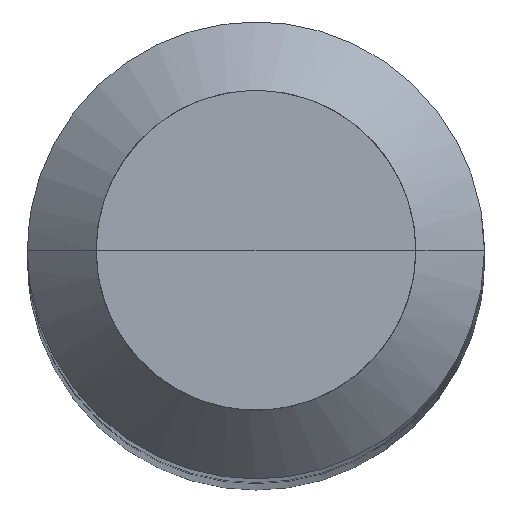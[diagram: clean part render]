
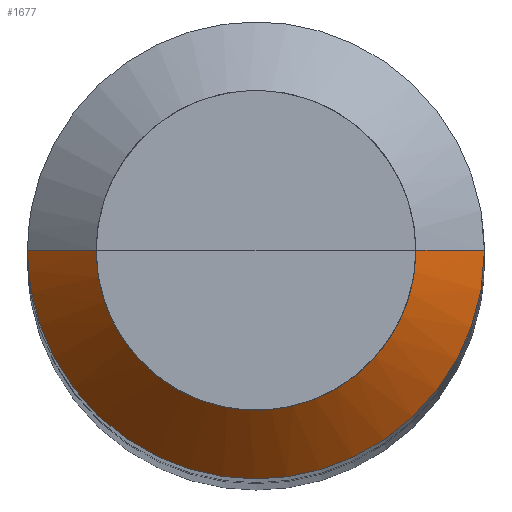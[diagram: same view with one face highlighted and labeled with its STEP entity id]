
A CAD part, top view. The second image highlights one B-rep face of the part: STEP entity #1677.
In plain terms, the highlighted free-form (B-spline) face has degree [1, 2] with [2, 5] control points.
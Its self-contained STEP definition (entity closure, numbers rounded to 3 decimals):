
#1377=CARTESIAN_POINT('',(4.0,0.0,34.8));
#1381=CARTESIAN_POINT('',(-4.0,0.0,34.8));
#1382=CARTESIAN_POINT('',(2.8,0.0,36.0));
#1386=CARTESIAN_POINT('',(-2.8,0.0,36.0));
#1391=CARTESIAN_POINT('',(-4.0,-4.0,34.8));
#1392=CARTESIAN_POINT('',(0.0,-4.0,34.8));
#1393=CARTESIAN_POINT('',(4.0,-4.0,34.8));
#1394=CARTESIAN_POINT('',(-2.8,-2.8,36.0));
#1395=CARTESIAN_POINT('',(0.0,-2.8,36.0));
#1396=CARTESIAN_POINT('',(2.8,-2.8,36.0));
#1658=(
BOUNDED_SURFACE()
B_SPLINE_SURFACE(1,2,(
(#1381,#1391,#1392,#1393,#1377),
(#1386,#1394,#1395,#1396,#1382)
), .UNSPECIFIED.,.F.,.F.,.F.)
B_SPLINE_SURFACE_WITH_KNOTS((2,2),(3,2,3),(
0.0,1.0),(
0.0,0.5,1.0), .UNSPECIFIED.)
GEOMETRIC_REPRESENTATION_ITEM()
RATIONAL_B_SPLINE_SURFACE(((1.0,0.707,1.0,0.707,1.0),
(1.0,0.707,1.0,0.707,1.0)
))
REPRESENTATION_ITEM('')
SURFACE()
);
#1659=(
BOUNDED_CURVE()
B_SPLINE_CURVE(2,(#1386,#1394,#1395,#1396,#1382),.UNSPECIFIED.,.F.,.F.)
B_SPLINE_CURVE_WITH_KNOTS((3,2,3),
(0.0,0.5,1.0),.UNSPECIFIED.)
CURVE()
GEOMETRIC_REPRESENTATION_ITEM()
RATIONAL_B_SPLINE_CURVE((1.0,0.707,1.0,0.707,1.0))
REPRESENTATION_ITEM('')
);
#1660=(
BOUNDED_CURVE()
B_SPLINE_CURVE(1,(#1382,#1377),.UNSPECIFIED.,.F.,.F.)
B_SPLINE_CURVE_WITH_KNOTS((2,2),
(0.0,1.0),.UNSPECIFIED.)
CURVE()
GEOMETRIC_REPRESENTATION_ITEM()
RATIONAL_B_SPLINE_CURVE((1.0,1.0))
REPRESENTATION_ITEM('')
);
#1661=(
BOUNDED_CURVE()
B_SPLINE_CURVE(2,(#1377,#1393,#1392,#1391,#1381),.UNSPECIFIED.,.F.,.F.)
B_SPLINE_CURVE_WITH_KNOTS((3,2,3),
(0.0,0.5,1.0),.UNSPECIFIED.)
CURVE()
GEOMETRIC_REPRESENTATION_ITEM()
RATIONAL_B_SPLINE_CURVE((1.0,0.707,1.0,0.707,1.0))
REPRESENTATION_ITEM('')
);
#1662=(
BOUNDED_CURVE()
B_SPLINE_CURVE(1,(#1381,#1386),.UNSPECIFIED.,.F.,.F.)
B_SPLINE_CURVE_WITH_KNOTS((2,2),
(0.0,1.0),.UNSPECIFIED.)
CURVE()
GEOMETRIC_REPRESENTATION_ITEM()
RATIONAL_B_SPLINE_CURVE((1.0,1.0))
REPRESENTATION_ITEM('')
);
#1663=VERTEX_POINT('',#1377);
#1664=VERTEX_POINT('',#1381);
#1665=VERTEX_POINT('',#1382);
#1666=VERTEX_POINT('',#1386);
#1667=EDGE_CURVE('',#1666,#1665,#1659,.T.);
#1668=EDGE_CURVE('',#1665,#1663,#1660,.T.);
#1669=EDGE_CURVE('',#1663,#1664,#1661,.T.);
#1670=EDGE_CURVE('',#1664,#1666,#1662,.T.);
#1671=ORIENTED_EDGE('',*,*,#1667,.T.);
#1672=ORIENTED_EDGE('',*,*,#1668,.T.);
#1673=ORIENTED_EDGE('',*,*,#1669,.T.);
#1674=ORIENTED_EDGE('',*,*,#1670,.T.);
#1675=EDGE_LOOP('',(#1671,#1672,#1673,#1674));
#1676=FACE_OUTER_BOUND('',#1675,.T.);
#1677=ADVANCED_FACE('',(#1676),#1658,.T.);
